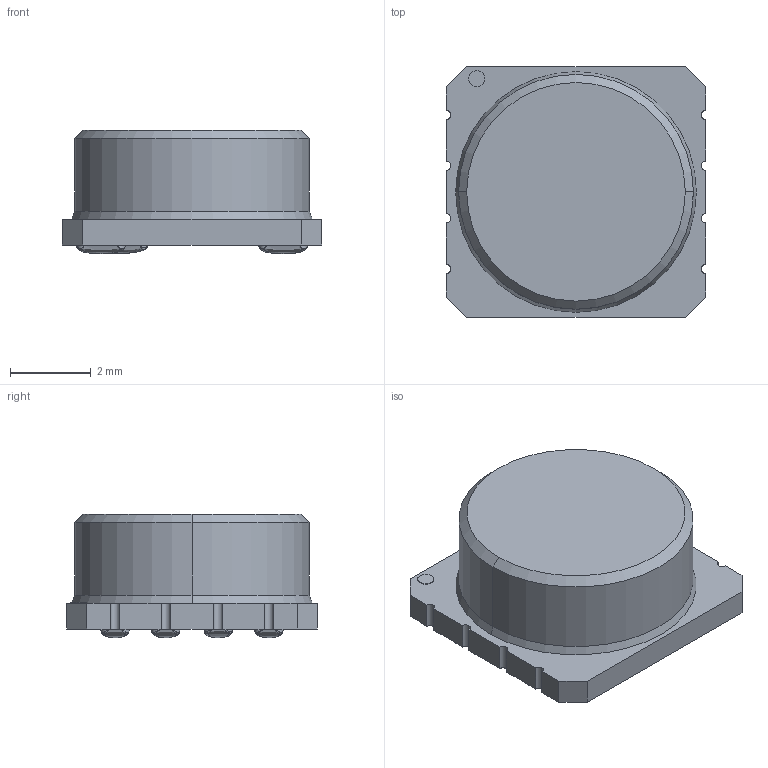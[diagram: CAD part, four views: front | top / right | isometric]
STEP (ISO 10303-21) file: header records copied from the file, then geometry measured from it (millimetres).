
FILE_DESCRIPTION((''),'2;1');
FILE_NAME('C-MS580301BA01-00','2018-11-06T',('workeradm'),('TE Connectivity Ltd.'),'CREO PARAMETRIC BY PTC INC, 2016050','CREO PARAMETRIC BY PTC INC, 2016050','');
FILE_SCHEMA(('AUTOMOTIVE_DESIGN { 1 0 10303 214 1 1 1 1 }'));
Length unit declared in the file: millimetre
Products named in the file (1): C-MS580301BA01-00
Bounding box: 6.4 x 6.2 x 3.05 mm (x, y, z)
Volume: 83.8 mm3; surface area: 134.1 mm2
Topology: 1 solids, 1 shells, 276 faces, 596 edges, 324 vertices
Faces by surface type: bspline 128, plane 68, cylinder 44, extrusion 32, cone 4
Entity records: 17692 total; most frequent: CARTESIAN_POINT 12706, ORIENTED_EDGE 1192, DIRECTION 728, EDGE_CURVE 596, VERTEX_POINT 324, B_SPLINE_CURVE_WITH_KNOTS 288, EDGE_LOOP 278, FACE_OUTER_BOUND 276
